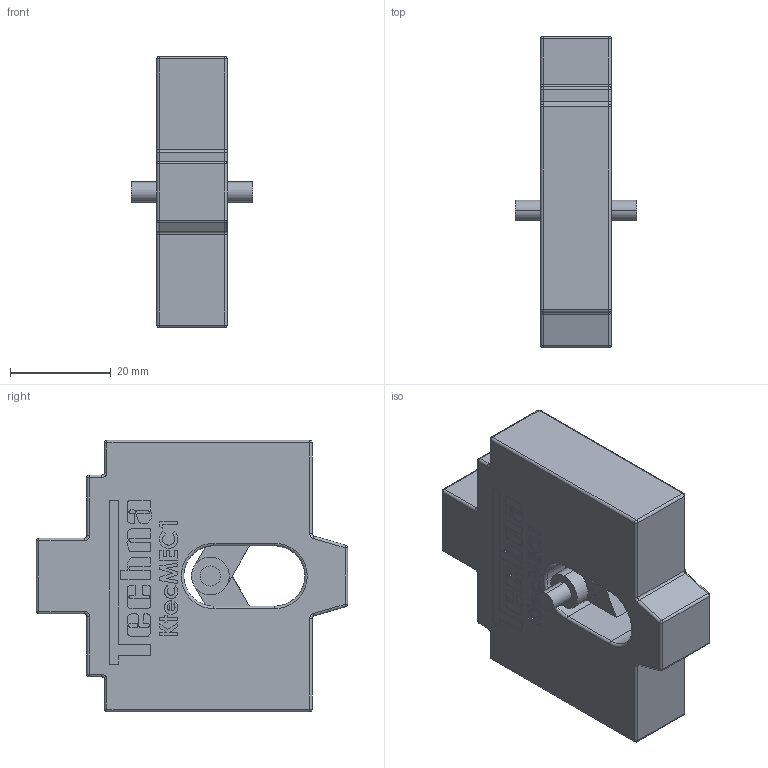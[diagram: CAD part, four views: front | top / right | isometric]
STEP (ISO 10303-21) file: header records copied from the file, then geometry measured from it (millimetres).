
FILE_DESCRIPTION (( 'STEP AP214' ), '1' );
FILE_NAME ('KtecMEC1-W.STEP', '2020-05-27T10:47:47', ( '' ), ( '' ), 'SwSTEP 2.0', 'SolidWorks 2020', '' );
FILE_SCHEMA (( 'AUTOMOTIVE_DESIGN' ));
Length unit declared in the file: millimetre
Products named in the file (1): KtecMEC1-W
Bounding box: 24 x 61.72 x 53.8 mm (x, y, z)
Volume: 33789.4 mm3; surface area: 9255.1 mm2
Topology: 1 solids, 1 shells, 575 faces, 1544 edges, 985 vertices
Faces by surface type: plane 312, cylinder 177, bspline 50, sphere 20, torus 16
Entity records: 25428 total; most frequent: CARTESIAN_POINT 6287, ORIENTED_EDGE 3048, DIRECTION 2856, EDGE_CURVE 1524, VECTOR 1044, LINE 1044, VERTEX_POINT 985, AXIS2_PLACEMENT_3D 906
